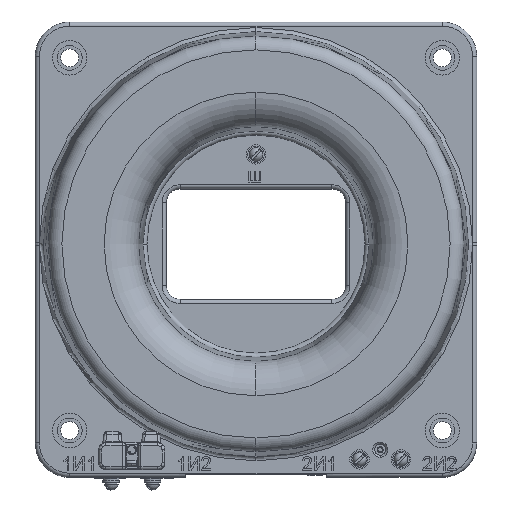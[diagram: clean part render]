
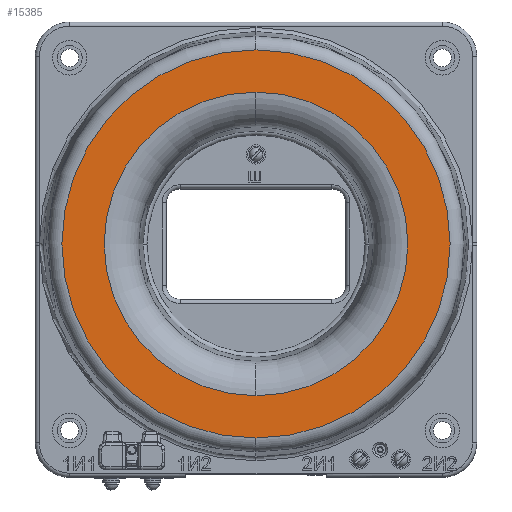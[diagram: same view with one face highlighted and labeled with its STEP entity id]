
A CAD part, top view. The second image highlights one B-rep face of the part: STEP entity #15385.
In plain terms, the highlighted planar face has unit normal (0, 0, 1).
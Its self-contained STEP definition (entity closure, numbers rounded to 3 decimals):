
#42 = ORIENTED_EDGE ( 'NONE', *, *, #16680, .F. ) ;
#53 = ORIENTED_EDGE ( 'NONE', *, *, #16704, .T. ) ;
#153 = ORIENTED_EDGE ( 'NONE', *, *, #16053, .T. ) ;
#155 = ORIENTED_EDGE ( 'NONE', *, *, #16033, .F. ) ;
#3548 = CARTESIAN_POINT ( 'NONE',  ( -31.625, 0., 120.187 ) ) ;
#3568 = DIRECTION ( 'NONE',  ( 0., 0., -1. ) ) ;
#3571 = DIRECTION ( 'NONE',  ( 0., 1., 0. ) ) ;
#4092 = DIRECTION ( 'NONE',  ( 0., 0., -1. ) ) ;
#4099 = DIRECTION ( 'NONE',  ( 0., 1., 0. ) ) ;
#4937 = CARTESIAN_POINT ( 'NONE',  ( -31.625, 0., 120.187 ) ) ;
#6829 = VERTEX_POINT ( 'NONE', #18045 ) ;
#6856 = VERTEX_POINT ( 'NONE', #18102 ) ;
#6902 = VERTEX_POINT ( 'NONE', #18104 ) ;
#6904 = VERTEX_POINT ( 'NONE', #18084 ) ;
#7637 = CIRCLE ( 'NONE', #20563, 140.678 ) ;
#7678 = CIRCLE ( 'NONE', #20585, 110.022 ) ;
#9250 = CARTESIAN_POINT ( 'NONE',  ( -31.625, 0., 120.187 ) ) ;
#9252 = DIRECTION ( 'NONE',  ( 0., 1., 0. ) ) ;
#9258 = DIRECTION ( 'NONE',  ( 0., 0., -1. ) ) ;
#9293 = DIRECTION ( 'NONE',  ( 0., 1., 0. ) ) ;
#9303 = CARTESIAN_POINT ( 'NONE',  ( -31.625, 0., 120.187 ) ) ;
#9327 = DIRECTION ( 'NONE',  ( 0., 0., -1. ) ) ;
#13643 = EDGE_LOOP ( 'NONE', ( #42, #155 ) ) ;
#13751 = EDGE_LOOP ( 'NONE', ( #53, #153 ) ) ;
#15385 = ADVANCED_FACE ( 'NONE', ( #18579, #18635 ), #21998, .F. ) ;
#16033 = EDGE_CURVE ( 'NONE', #6904, #6829, #18191, .T. ) ;
#16053 = EDGE_CURVE ( 'NONE', #6902, #6856, #18176, .T. ) ;
#16680 = EDGE_CURVE ( 'NONE', #6829, #6904, #7637, .T. ) ;
#16704 = EDGE_CURVE ( 'NONE', #6856, #6902, #7678, .T. ) ;
#18045 = CARTESIAN_POINT ( 'NONE',  ( -31.625, 140.678, 120.187 ) ) ;
#18084 = CARTESIAN_POINT ( 'NONE',  ( -31.625, -140.678, 120.187 ) ) ;
#18102 = CARTESIAN_POINT ( 'NONE',  ( -31.625, 110.022, 120.187 ) ) ;
#18104 = CARTESIAN_POINT ( 'NONE',  ( -31.625, -110.022, 120.187 ) ) ;
#18176 = CIRCLE ( 'NONE', #20416, 110.022 ) ;
#18191 = CIRCLE ( 'NONE', #20386, 140.678 ) ;
#18579 = FACE_BOUND ( 'NONE', #13751, .T. ) ;
#18635 = FACE_OUTER_BOUND ( 'NONE', #13643, .T. ) ;
#20064 = AXIS2_PLACEMENT_3D ( 'NONE', #21962, #22027, #22005 ) ;
#20386 = AXIS2_PLACEMENT_3D ( 'NONE', #4937, #3568, #3571 ) ;
#20416 = AXIS2_PLACEMENT_3D ( 'NONE', #3548, #4092, #4099 ) ;
#20563 = AXIS2_PLACEMENT_3D ( 'NONE', #9250, #9258, #9252 ) ;
#20585 = AXIS2_PLACEMENT_3D ( 'NONE', #9303, #9327, #9293 ) ;
#21962 = CARTESIAN_POINT ( 'NONE',  ( -172.303, 0., 120.187 ) ) ;
#21998 = PLANE ( 'NONE',  #20064 ) ;
#22005 = DIRECTION ( 'NONE',  ( 0., 1., 0. ) ) ;
#22027 = DIRECTION ( 'NONE',  ( 0., 0., -1. ) ) ;
